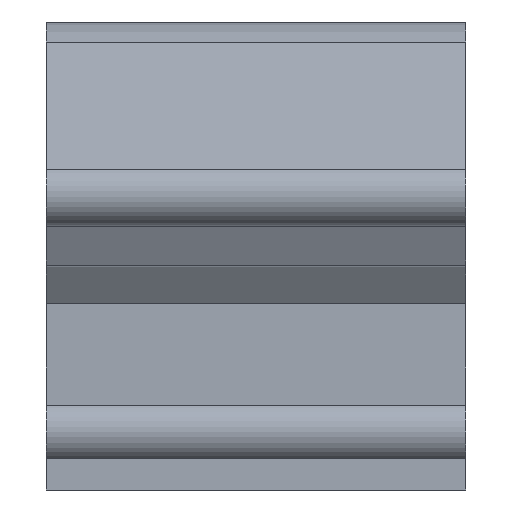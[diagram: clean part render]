
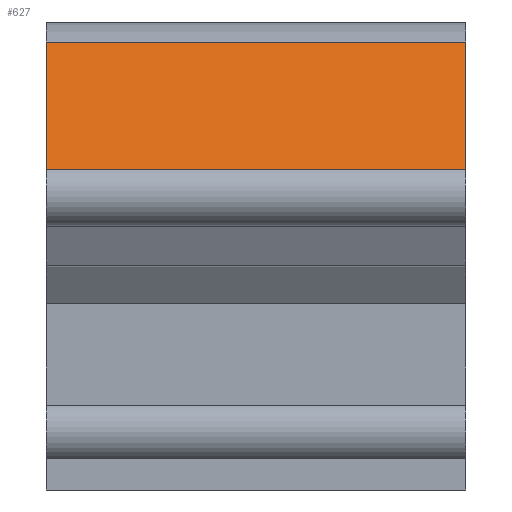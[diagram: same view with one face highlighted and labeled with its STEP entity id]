
A CAD part, top view. The second image highlights one B-rep face of the part: STEP entity #627.
In plain terms, the highlighted planar face has unit normal (0, 0.833, 0.554).
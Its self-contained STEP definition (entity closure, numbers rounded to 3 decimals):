
#54=FACE_OUTER_BOUND('',#87,.T.);
#87=EDGE_LOOP('',(#496,#497,#498,#499));
#141=LINE('',#959,#217);
#153=LINE('',#994,#229);
#156=LINE('',#1001,#232);
#157=LINE('',#1002,#233);
#217=VECTOR('',#774,10.);
#229=VECTOR('',#804,10.);
#232=VECTOR('',#811,10.);
#233=VECTOR('',#812,10.);
#286=VERTEX_POINT('',#956);
#287=VERTEX_POINT('',#958);
#300=VERTEX_POINT('',#990);
#303=VERTEX_POINT('',#1000);
#357=EDGE_CURVE('',#286,#287,#141,.T.);
#375=EDGE_CURVE('',#287,#300,#153,.T.);
#378=EDGE_CURVE('',#286,#303,#156,.T.);
#379=EDGE_CURVE('',#300,#303,#157,.T.);
#496=ORIENTED_EDGE('',*,*,#375,.F.);
#497=ORIENTED_EDGE('',*,*,#357,.F.);
#498=ORIENTED_EDGE('',*,*,#378,.T.);
#499=ORIENTED_EDGE('',*,*,#379,.F.);
#599=PLANE('',#683);
#627=ADVANCED_FACE('',(#54),#599,.T.);
#683=AXIS2_PLACEMENT_3D('',#999,#809,#810);
#774=DIRECTION('',(0.,-0.554,0.832));
#804=DIRECTION('',(-1.,0.,0.));
#809=DIRECTION('center_axis',(0.,0.832,0.554));
#810=DIRECTION('ref_axis',(0.,0.554,-0.832));
#811=DIRECTION('',(-1.,0.,0.));
#812=DIRECTION('',(0.,0.554,-0.832));
#956=CARTESIAN_POINT('',(35.3,89.038,12.928));
#958=CARTESIAN_POINT('',(35.3,84.917,19.121));
#959=CARTESIAN_POINT('',(35.3,83.52,21.22));
#990=CARTESIAN_POINT('',(21.8,84.917,19.121));
#994=CARTESIAN_POINT('',(28.55,84.917,19.121));
#999=CARTESIAN_POINT('Origin',(28.55,83.52,21.22));
#1000=CARTESIAN_POINT('',(21.8,89.038,12.928));
#1001=CARTESIAN_POINT('',(28.55,89.038,12.928));
#1002=CARTESIAN_POINT('',(21.8,83.52,21.22));
